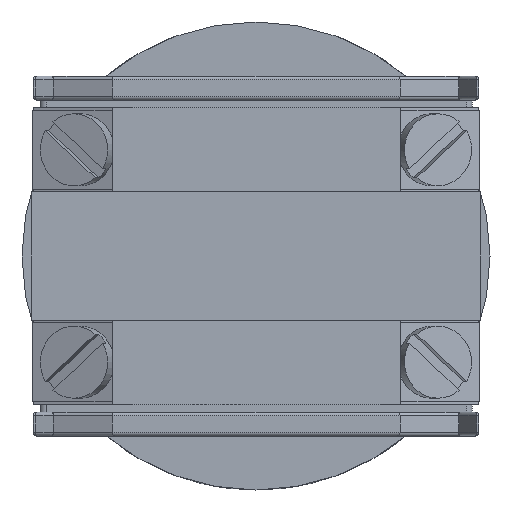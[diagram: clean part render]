
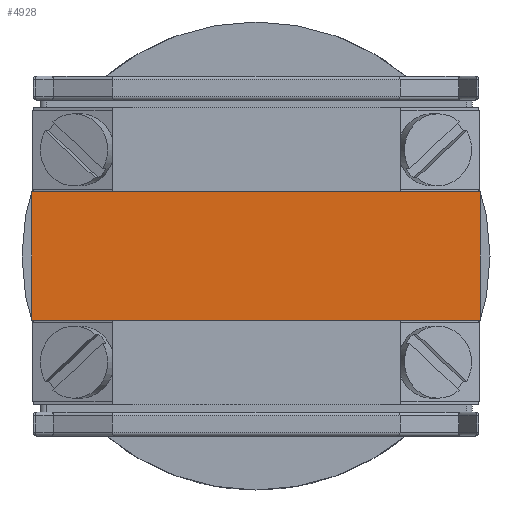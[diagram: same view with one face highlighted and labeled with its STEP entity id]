
A CAD part, front view. The second image highlights one B-rep face of the part: STEP entity #4928.
In plain terms, the highlighted planar face has unit normal (0, -1, 0).
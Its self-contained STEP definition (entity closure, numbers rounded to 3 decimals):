
#701=FACE_OUTER_BOUND('',#1013,.T.);
#1013=EDGE_LOOP('',(#4137,#4138,#4139,#4140));
#1330=LINE('',#8669,#1790);
#1373=LINE('',#8761,#1833);
#1441=LINE('',#9049,#1901);
#1442=LINE('',#9051,#1902);
#1790=VECTOR('',#6199,37.364);
#1833=VECTOR('',#6254,37.364);
#1901=VECTOR('',#6624,10.704);
#1902=VECTOR('',#6627,10.704);
#2260=VERTEX_POINT('',#8666);
#2261=VERTEX_POINT('',#8668);
#2303=VERTEX_POINT('',#8758);
#2304=VERTEX_POINT('',#8760);
#2805=EDGE_CURVE('',#2261,#2260,#1330,.T.);
#2852=EDGE_CURVE('',#2304,#2303,#1373,.T.);
#2994=EDGE_CURVE('',#2303,#2261,#1441,.T.);
#2995=EDGE_CURVE('',#2260,#2304,#1442,.T.);
#4137=ORIENTED_EDGE('',*,*,#2994,.T.);
#4138=ORIENTED_EDGE('',*,*,#2805,.T.);
#4139=ORIENTED_EDGE('',*,*,#2995,.T.);
#4140=ORIENTED_EDGE('',*,*,#2852,.T.);
#4640=PLANE('',#5427);
#4928=ADVANCED_FACE('',(#701),#4640,.T.);
#5427=AXIS2_PLACEMENT_3D('',#9054,#6631,#6632);
#6199=DIRECTION('',(1.,0.,0.));
#6254=DIRECTION('',(-1.,0.,0.));
#6624=DIRECTION('',(0.,0.,-1.));
#6627=DIRECTION('',(0.,0.,1.));
#6631=DIRECTION('center_axis',(0.,-1.,0.));
#6632=DIRECTION('ref_axis',(0.,0.,-1.));
#8666=CARTESIAN_POINT('',(18.682,-46.,-5.352));
#8668=CARTESIAN_POINT('',(-18.682,-46.,-5.352));
#8669=CARTESIAN_POINT('',(-18.682,-46.,-5.352));
#8758=CARTESIAN_POINT('',(-18.682,-46.,5.352));
#8760=CARTESIAN_POINT('',(18.682,-46.,5.352));
#8761=CARTESIAN_POINT('',(18.682,-46.,5.352));
#9049=CARTESIAN_POINT('',(-18.682,-46.,5.352));
#9051=CARTESIAN_POINT('',(18.682,-46.,-5.352));
#9054=CARTESIAN_POINT('Origin',(0.,-46.,0.));
